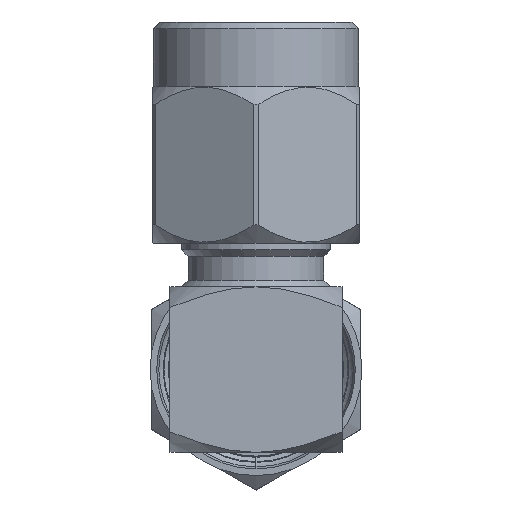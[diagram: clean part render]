
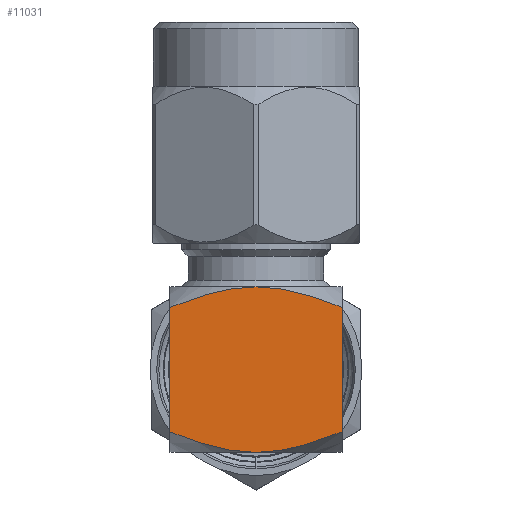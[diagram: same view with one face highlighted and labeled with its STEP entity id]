
A CAD part, left-side view. The second image highlights one B-rep face of the part: STEP entity #11031.
In plain terms, the highlighted planar face has unit normal (-1, 0, 0).
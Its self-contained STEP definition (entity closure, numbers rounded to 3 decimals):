
#232 = EDGE_CURVE ( 'NONE', #87094, #136648, #153210, .T. ) ;
#3094 = DIRECTION ( 'NONE',  ( 1., 0., 0. ) ) ;
#6939 = CARTESIAN_POINT ( 'NONE',  ( -3.302, -3.175, 0. ) ) ;
#8353 = CARTESIAN_POINT ( 'NONE',  ( -3.302, -3.175, -0.284 ) ) ;
#11031 = ADVANCED_FACE ( 'NONE', ( #135452 ), #24003, .F. ) ;
#13516 = CARTESIAN_POINT ( 'NONE',  ( -3.302, -3.175, 3.302 ) ) ;
#20215 = B_SPLINE_CURVE_WITH_KNOTS ( 'NONE', 3,
 ( #44438, #8353, #20372, #153589, #143103, #93414, #69302, #139921 ),
 .UNSPECIFIED., .F., .F.,
 ( 4, 2, 2, 4 ),
 ( 0.012, 0.013, 0.014, 0.015 ),
 .UNSPECIFIED. ) ;
#20372 = CARTESIAN_POINT ( 'NONE',  ( -3.302, -3.153, -0.572 ) ) ;
#22562 = CARTESIAN_POINT ( 'NONE',  ( -3.302, 2.385, 3.302 ) ) ;
#24003 = PLANE ( 'NONE',  #35277 ) ;
#26389 = CARTESIAN_POINT ( 'NONE',  ( -3.302, 2.385, 3.302 ) ) ;
#26622 = CARTESIAN_POINT ( 'NONE',  ( -3.302, -3.086, 1.131 ) ) ;
#34497 = CARTESIAN_POINT ( 'NONE',  ( -3.302, 3.175, 0.573 ) ) ;
#35277 = AXIS2_PLACEMENT_3D ( 'NONE', #13516, #3094, #52018 ) ;
#38971 = CARTESIAN_POINT ( 'NONE',  ( -3.302, 2.385, -3.302 ) ) ;
#44438 = CARTESIAN_POINT ( 'NONE',  ( -3.302, -3.175, 0. ) ) ;
#46032 = CARTESIAN_POINT ( 'NONE',  ( -3.302, 2.796, -2.236 ) ) ;
#47249 = CARTESIAN_POINT ( 'NONE',  ( -3.302, 3.175, 0. ) ) ;
#47322 = CARTESIAN_POINT ( 'NONE',  ( -3.302, 2.601, 2.774 ) ) ;
#52018 = DIRECTION ( 'NONE',  ( 0., 0., -1. ) ) ;
#55440 = EDGE_LOOP ( 'NONE', ( #111052, #93920, #103949, #104800, #95047, #66673 ) ) ;
#58058 = CARTESIAN_POINT ( 'NONE',  ( -3.302, 3.153, -0.572 ) ) ;
#58560 = CARTESIAN_POINT ( 'NONE',  ( -3.302, 3.086, 1.131 ) ) ;
#61196 = CARTESIAN_POINT ( 'NONE',  ( -3.302, -2.798, 2.232 ) ) ;
#62725 = EDGE_CURVE ( 'NONE', #127060, #98658, #63963, .T. ) ;
#63963 = LINE ( 'NONE', #147452, #93620 ) ;
#66673 = ORIENTED_EDGE ( 'NONE', *, *, #154603, .F. ) ;
#69302 = CARTESIAN_POINT ( 'NONE',  ( -3.302, -2.601, -2.775 ) ) ;
#71692 = CARTESIAN_POINT ( 'NONE',  ( -3.302, 2.385, -3.302 ) ) ;
#75586 = CARTESIAN_POINT ( 'NONE',  ( -3.302, -3.175, 0.573 ) ) ;
#78169 = VERTEX_POINT ( 'NONE', #47249 ) ;
#82947 = CARTESIAN_POINT ( 'NONE',  ( -3.302, 3.175, -0.284 ) ) ;
#87094 = VERTEX_POINT ( 'NONE', #145335 ) ;
#87261 = DIRECTION ( 'NONE',  ( 0., -1., 0. ) ) ;
#87279 = CARTESIAN_POINT ( 'NONE',  ( -3.302, -3.175, 3.302 ) ) ;
#89250 = B_SPLINE_CURVE_WITH_KNOTS ( 'NONE', 3,
 ( #71692, #96554, #46032, #145501, #133416, #58058, #82947, #119805 ),
 .UNSPECIFIED., .F., .F.,
 ( 4, 2, 2, 4 ),
 ( 0.004, 0.005, 0.006, 0.007 ),
 .UNSPECIFIED. ) ;
#91320 = EDGE_CURVE ( 'NONE', #78169, #155004, #131006, .T. ) ;
#93414 = CARTESIAN_POINT ( 'NONE',  ( -3.302, -2.796, -2.236 ) ) ;
#93620 = VECTOR ( 'NONE', #87261, 1000. ) ;
#93920 = ORIENTED_EDGE ( 'NONE', *, *, #139254, .F. ) ;
#95047 = ORIENTED_EDGE ( 'NONE', *, *, #62725, .T. ) ;
#96554 = CARTESIAN_POINT ( 'NONE',  ( -3.302, 2.601, -2.775 ) ) ;
#98658 = VERTEX_POINT ( 'NONE', #99752 ) ;
#99752 = CARTESIAN_POINT ( 'NONE',  ( -3.302, -2.385, -3.302 ) ) ;
#101782 = VECTOR ( 'NONE', #122578, 1000. ) ;
#103949 = ORIENTED_EDGE ( 'NONE', *, *, #91320, .F. ) ;
#104800 = ORIENTED_EDGE ( 'NONE', *, *, #125138, .F. ) ;
#109751 = LINE ( 'NONE', #87279, #101782 ) ;
#111052 = ORIENTED_EDGE ( 'NONE', *, *, #232, .F. ) ;
#111661 = CARTESIAN_POINT ( 'NONE',  ( -3.302, -3.175, 0. ) ) ;
#119805 = CARTESIAN_POINT ( 'NONE',  ( -3.302, 3.175, 0. ) ) ;
#122578 = DIRECTION ( 'NONE',  ( 0., -1., 0. ) ) ;
#124497 = CARTESIAN_POINT ( 'NONE',  ( -3.302, -2.385, 3.302 ) ) ;
#125138 = EDGE_CURVE ( 'NONE', #127060, #78169, #89250, .T. ) ;
#127060 = VERTEX_POINT ( 'NONE', #38971 ) ;
#131006 = B_SPLINE_CURVE_WITH_KNOTS ( 'NONE', 3,
 ( #157251, #34497, #58560, #143627, #47322, #26389 ),
 .UNSPECIFIED., .F., .F.,
 ( 4, 2, 4 ),
 ( 0.007, 0.009, 0.011 ),
 .UNSPECIFIED. ) ;
#133416 = CARTESIAN_POINT ( 'NONE',  ( -3.302, 3.072, -1.135 ) ) ;
#135452 = FACE_OUTER_BOUND ( 'NONE', #55440, .T. ) ;
#135737 = CARTESIAN_POINT ( 'NONE',  ( -3.302, -2.601, 2.774 ) ) ;
#136648 = VERTEX_POINT ( 'NONE', #6939 ) ;
#139254 = EDGE_CURVE ( 'NONE', #155004, #87094, #109751, .T. ) ;
#139921 = CARTESIAN_POINT ( 'NONE',  ( -3.302, -2.385, -3.302 ) ) ;
#143103 = CARTESIAN_POINT ( 'NONE',  ( -3.302, -3.013, -1.413 ) ) ;
#143627 = CARTESIAN_POINT ( 'NONE',  ( -3.302, 2.798, 2.232 ) ) ;
#145335 = CARTESIAN_POINT ( 'NONE',  ( -3.302, -2.385, 3.302 ) ) ;
#145501 = CARTESIAN_POINT ( 'NONE',  ( -3.302, 3.013, -1.413 ) ) ;
#147452 = CARTESIAN_POINT ( 'NONE',  ( -3.302, -3.175, -3.302 ) ) ;
#153210 = B_SPLINE_CURVE_WITH_KNOTS ( 'NONE', 3,
 ( #124497, #135737, #61196, #26622, #75586, #111661 ),
 .UNSPECIFIED., .F., .F.,
 ( 4, 2, 4 ),
 ( 0.009, 0.01, 0.012 ),
 .UNSPECIFIED. ) ;
#153589 = CARTESIAN_POINT ( 'NONE',  ( -3.302, -3.072, -1.135 ) ) ;
#154603 = EDGE_CURVE ( 'NONE', #136648, #98658, #20215, .T. ) ;
#155004 = VERTEX_POINT ( 'NONE', #22562 ) ;
#157251 = CARTESIAN_POINT ( 'NONE',  ( -3.302, 3.175, 0. ) ) ;
